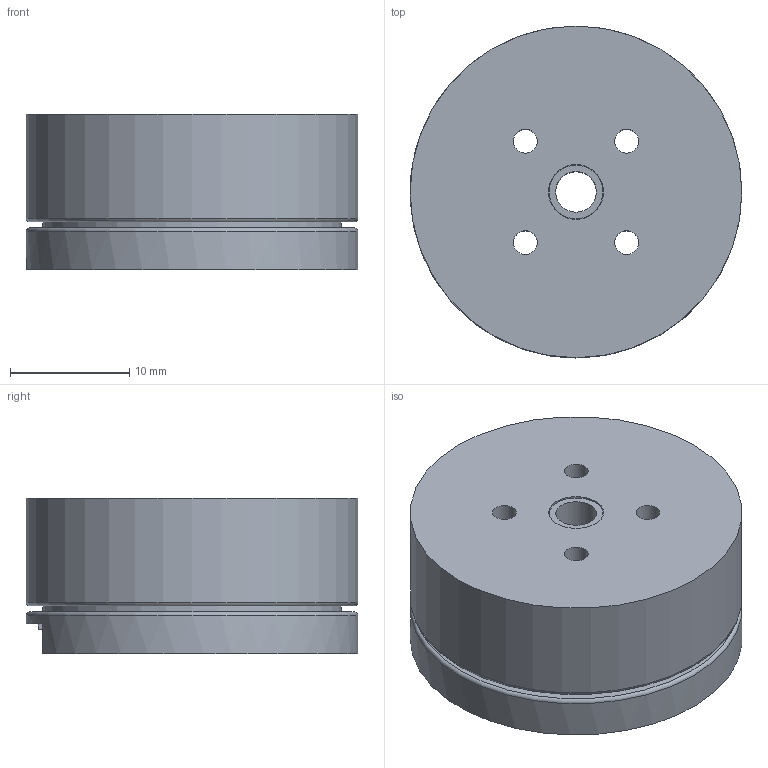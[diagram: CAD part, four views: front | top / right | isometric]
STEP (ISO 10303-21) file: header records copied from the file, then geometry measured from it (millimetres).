
FILE_DESCRIPTION(/* description */ (''),/* implementation_level */ '2;1');
FILE_NAME(/* name */ 'BLDCMotor.step',/* time_stamp */ '2022-09-18T21:24:50+02:00',/* author */ (''),/* organization */ (''),/* preprocessor_version */ 'ST-DEVELOPER v19',/* originating_system */ 'Autodesk Translation Framework v11.7.0.108',/* authorisation */ '');
FILE_SCHEMA (('AUTOMOTIVE_DESIGN { 1 0 10303 214 3 1 1 }'));
Length unit declared in the file: millimetre
Products named in the file (1): BLDCMotor
Bounding box: 27.8 x 27.8 x 13 mm (x, y, z)
Volume: 7362.3 mm3; surface area: 3027.6 mm2
Topology: 1 solids, 1 shells, 39 faces, 86 edges, 57 vertices
Faces by surface type: plane 26, cylinder 11, torus 2
Full cylindrical faces by diameter (mm): 2 x4, 3.4 x1, 4.5 x1, 4.6 x1, 9 x1, 25 x1, 27.8 x2
Entity records: 1164 total; most frequent: DIRECTION 195, CARTESIAN_POINT 183, ORIENTED_EDGE 172, EDGE_CURVE 86, AXIS2_PLACEMENT_3D 69, LINE 57, VECTOR 57, EDGE_LOOP 57
